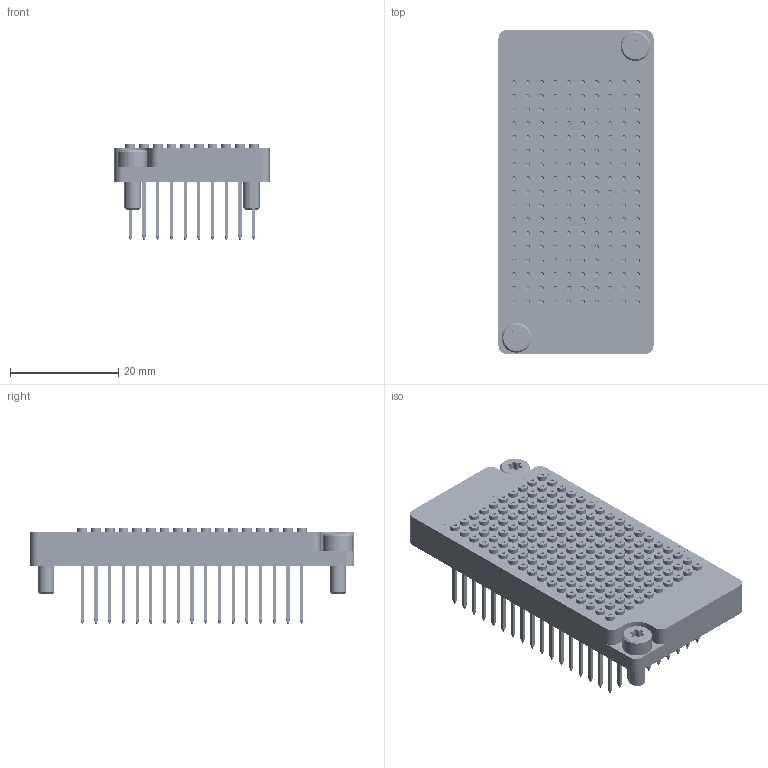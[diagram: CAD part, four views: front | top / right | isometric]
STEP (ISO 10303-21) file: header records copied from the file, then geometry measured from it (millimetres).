
FILE_DESCRIPTION (( 'STEP AP214' ), '1' );
FILE_NAME ('INGUN_13515.STEP', '2023-01-13T08:21:00', ( '' ), ( '' ), 'SwSTEP 2.0', 'SolidWorks 2021', '' );
FILE_SCHEMA (( 'AUTOMOTIVE_DESIGN' ));
Length unit declared in the file: millimetre
Products named in the file (6): DIN912~n_M03,0x008; KT-Master__ADA~kt_KT-158 06; 22672~5; INFO_4615~0_S; INGUN_13515; 22672~5_S
Assembly tree (175 placements, depth 3):
  INGUN_13515
    22672~5_S
      22672~5
      INFO_4615~0_S
    KT-Master__ADA~kt_KT-158 06  x170
    DIN912~n_M03,0x008  x2
Bounding box: 28.7 x 60 x 17.8 mm (x, y, z)
Volume: 11137.8 mm3; surface area: 19766.9 mm2
Topology: 378 solids, 378 shells, 6975 faces, 15577 edges, 9532 vertices
Faces by surface type: cylinder 2436, cone 2048, plane 2008, torus 340, bspline 143
Entity records: 42878 total; most frequent: CARTESIAN_POINT 14199, ORIENTED_EDGE 4644, DIRECTION 4606, EDGE_CURVE 2322, AXIS2_PLACEMENT_3D 1686, VERTEX_POINT 1543, EDGE_LOOP 1235, VECTOR 1234
